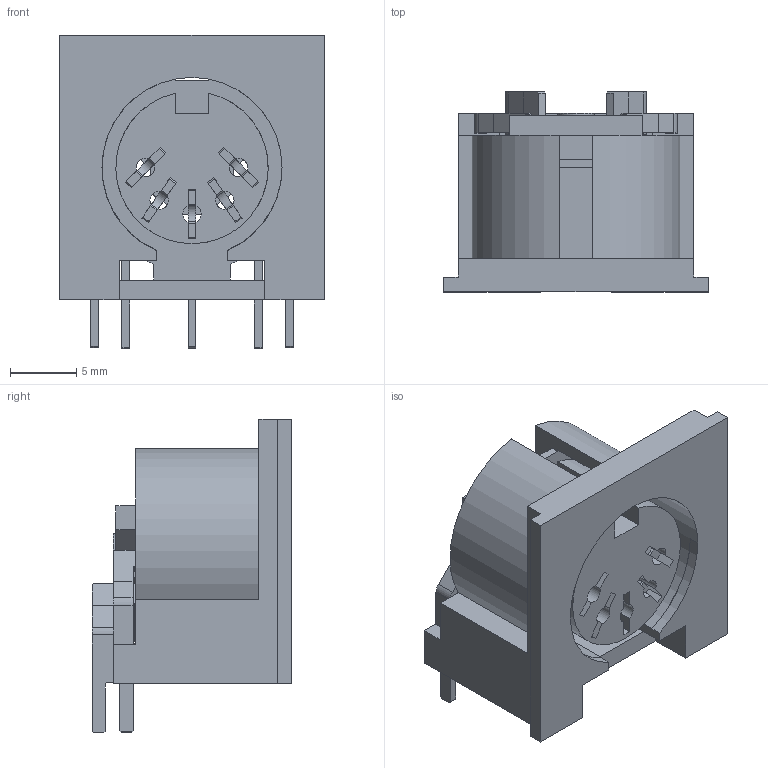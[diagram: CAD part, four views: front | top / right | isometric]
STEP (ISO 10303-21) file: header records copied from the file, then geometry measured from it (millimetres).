
FILE_DESCRIPTION(('FreeCAD Model'),'2;1');
FILE_NAME('Open CASCADE Shape Model','2022-03-23T19:49:14',('Author'),( ''),'Open CASCADE STEP processor 7.4','FreeCAD','Unknown');
FILE_SCHEMA(('AUTOMOTIVE_DESIGN { 1 0 10303 214 1 1 1 1 }'));
Length unit declared in the file: millimetre
Products named in the file (7): din5__ds__5__01__midi; Shape0_7348840051030558; Shape0_6585645409566836; Shape0_6018183906413175; Shape0_6147869607904926; Shape0_713281809078029; Shape0_10741689447780967
Assembly tree (6 placements, depth 2):
  din5__ds__5__01__midi
    Shape0_7348840051030558
    Shape0_6585645409566836
    Shape0_6018183906413175
    Shape0_6147869607904926
    Shape0_713281809078029
    Shape0_10741689447780967
Bounding box: 20 x 15.1 x 23.7 mm (x, y, z)
Volume: 2682.5 mm3; surface area: 3928.3 mm2
Topology: 6 solids, 6 shells, 355 faces, 1051 edges, 700 vertices
Faces by surface type: plane 323, cylinder 32
Full cylindrical faces by diameter (mm): 2.8 x1
Entity records: 25515 total; most frequent: CARTESIAN_POINT 4733, DIRECTION 3709, LINE 2767, VECTOR 2767, ORIENTED_EDGE 2102, PCURVE 2102, DEFINITIONAL_REPRESENTATION 2102, EDGE_CURVE 1051
